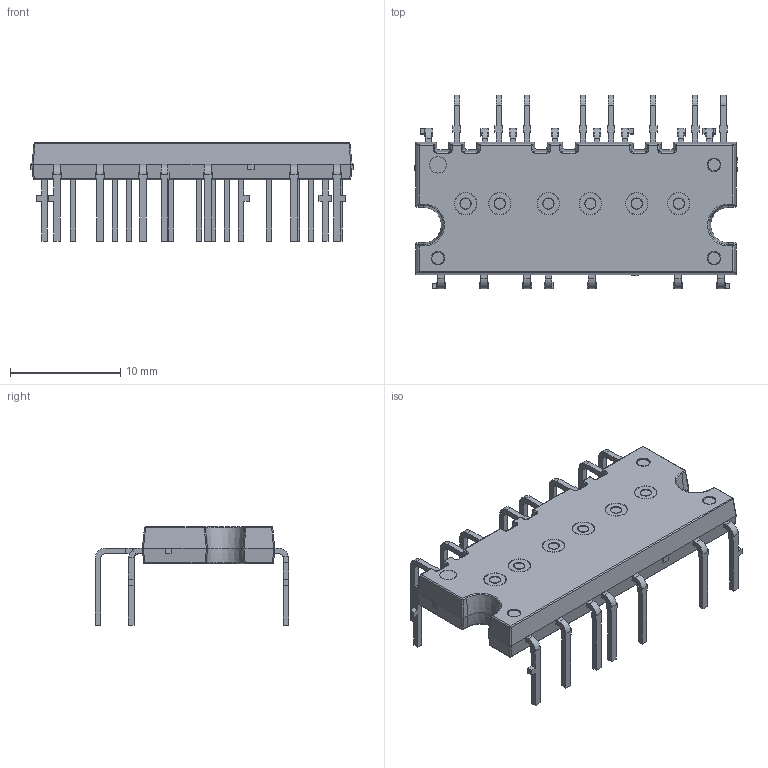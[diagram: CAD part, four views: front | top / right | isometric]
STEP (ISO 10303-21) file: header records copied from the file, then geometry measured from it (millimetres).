
FILE_DESCRIPTION(/* description */ (''),/* implementation_level */ '2;1');
FILE_NAME(/* name */ 'PG-DIP-23-3_Z8B00231633_V02_3D.stp',/* time_stamp */ '2023-05-08T18:18:11+06:00',/* author */ ('Subramani'),/* organization */ (''),/* preprocessor_version */ 'ST-DEVELOPER v16.13',/* originating_system */ 'AutoCAD Mechanical',/* authorisation */ '');
FILE_SCHEMA (('AUTOMOTIVE_DESIGN { 1 0 10303 214 3 1 1 }'));
Length unit declared in the file: millimetre
Products named in the file (1): Product
Bounding box: 29.2 x 17.5 x 8.9 mm (x, y, z)
Volume: 1104 mm3; surface area: 2075.2 mm2
Topology: 42 solids, 42 shells, 979 faces, 2383 edges, 1511 vertices
Faces by surface type: plane 603, cylinder 248, bspline 45, sphere 40, torus 39, cone 4
Full cylindrical faces by diameter (mm): 0.289 x1, 0.58 x1, 1 x6, 1.2 x9, 1.5 x2, 2 x6
Entity records: 32060 total; most frequent: CARTESIAN_POINT 9105, DIRECTION 4778, ORIENTED_EDGE 4630, EDGE_CURVE 2315, LINE 1642, VECTOR 1642, AXIS2_PLACEMENT_3D 1568, VERTEX_POINT 1503
